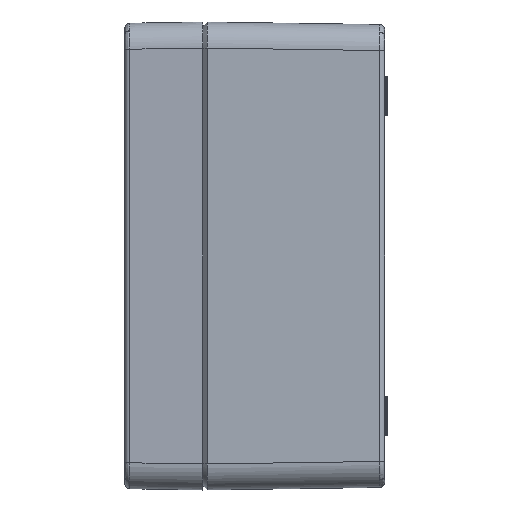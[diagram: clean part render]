
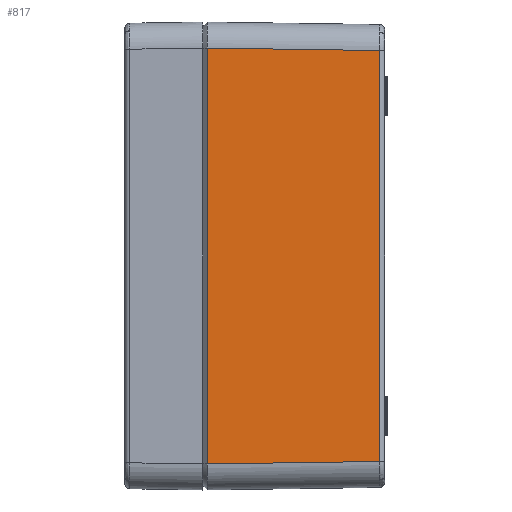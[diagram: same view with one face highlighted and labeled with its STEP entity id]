
A CAD part, left-side view. The second image highlights one B-rep face of the part: STEP entity #817.
In plain terms, the highlighted planar face has unit normal (-1, -0.014, 0).
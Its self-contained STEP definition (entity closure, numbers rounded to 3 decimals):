
#543 = VERTEX_POINT ( 'NONE', #4613 ) ;
#780 = VERTEX_POINT ( 'NONE', #5034 ) ;
#781 = EDGE_LOOP ( 'NONE', ( #894, #875, #873, #857 ) ) ;
#817 = ADVANCED_FACE ( 'NONE', ( #5103 ), #5102, .T. ) ;
#855 = EDGE_CURVE ( 'NONE', #543, #780, #5217, .T. ) ;
#857 = ORIENTED_EDGE ( 'NONE', *, *, #855, .T. ) ;
#871 = VERTEX_POINT ( 'NONE', #5235 ) ;
#873 = ORIENTED_EDGE ( 'NONE', *, *, #874, .T. ) ;
#874 = EDGE_CURVE ( 'NONE', #17057, #543, #5234, .T. ) ;
#875 = ORIENTED_EDGE ( 'NONE', *, *, #876, .T. ) ;
#876 = EDGE_CURVE ( 'NONE', #871, #17057, #5230, .T. ) ;
#894 = ORIENTED_EDGE ( 'NONE', *, *, #911, .T. ) ;
#911 = EDGE_CURVE ( 'NONE', #780, #871, #5299, .T. ) ;
#4613 = CARTESIAN_POINT ( 'NONE',  ( -89.974, -1.8, 79.975 ) ) ;
#5034 = CARTESIAN_POINT ( 'NONE',  ( -89.974, -1.8, -79.975 ) ) ;
#5098 = DIRECTION ( 'NONE',  ( 0.014, -1., 0. ) ) ;
#5099 = DIRECTION ( 'NONE',  ( -1., -0.014, 0. ) ) ;
#5100 = AXIS2_PLACEMENT_3D ( 'NONE', #5101, #5099, #5098 ) ;
#5101 = CARTESIAN_POINT ( 'NONE',  ( -90., 0., -90. ) ) ;
#5102 = PLANE ( 'NONE',  #5100 ) ;
#5103 = FACE_OUTER_BOUND ( 'NONE', #781, .T. ) ;
#5214 = DIRECTION ( 'NONE',  ( 0., 0., -1. ) ) ;
#5215 = VECTOR ( 'NONE', #5214, 1000. ) ;
#5216 = CARTESIAN_POINT ( 'NONE',  ( -89.974, -1.8, -90. ) ) ;
#5217 = LINE ( 'NONE', #5216, #5215 ) ;
#5227 = DIRECTION ( 'NONE',  ( 0., 0., 1. ) ) ;
#5228 = VECTOR ( 'NONE', #5227, 1000. ) ;
#5229 = CARTESIAN_POINT ( 'NONE',  ( -89.028, -68.029, 79.001 ) ) ;
#5230 = LINE ( 'NONE', #5229, #5228 ) ;
#5231 = DIRECTION ( 'NONE',  ( -0.014, 1., 0.014 ) ) ;
#5232 = VECTOR ( 'NONE', #5231, 1000. ) ;
#5233 = CARTESIAN_POINT ( 'NONE',  ( -89.965, -2.428, 79.966 ) ) ;
#5234 = LINE ( 'NONE', #5233, #5232 ) ;
#5235 = CARTESIAN_POINT ( 'NONE',  ( -89.028, -68.029, -79.029 ) ) ;
#5296 = DIRECTION ( 'NONE',  ( 0.014, -1., 0.014 ) ) ;
#5297 = VECTOR ( 'NONE', #5296, 1000. ) ;
#5298 = CARTESIAN_POINT ( 'NONE',  ( -90.002, 0.143, -80.003 ) ) ;
#5299 = LINE ( 'NONE', #5298, #5297 ) ;
#17057 = VERTEX_POINT ( 'NONE', #22300 ) ;
#22300 = CARTESIAN_POINT ( 'NONE',  ( -89.028, -68.029, 79.029 ) ) ;
